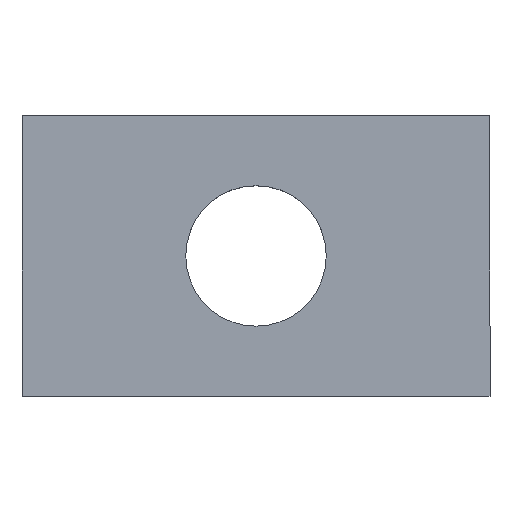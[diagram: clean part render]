
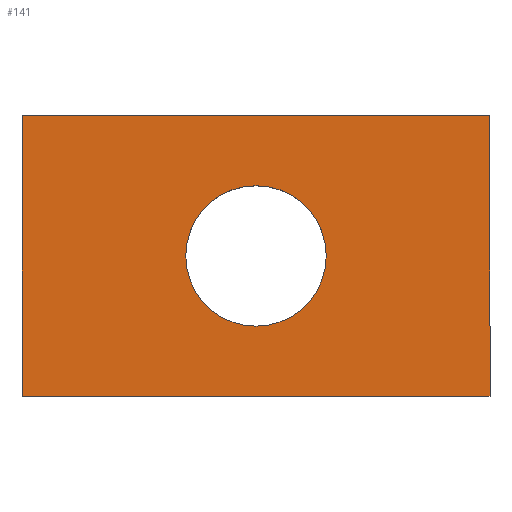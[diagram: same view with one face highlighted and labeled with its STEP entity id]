
A CAD part, top view. The second image highlights one B-rep face of the part: STEP entity #141.
In plain terms, the highlighted planar face has unit normal (0, 0, 1).
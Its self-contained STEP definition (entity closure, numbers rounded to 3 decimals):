
#21 = EDGE_CURVE ( 'NONE', #252, #242, #229, .T. ) ;
#22 = LINE ( 'NONE', #95, #225 ) ;
#25 = ORIENTED_EDGE ( 'NONE', *, *, #129, .F. ) ;
#26 = ORIENTED_EDGE ( 'NONE', *, *, #240, .T. ) ;
#27 = VECTOR ( 'NONE', #214, 1000. ) ;
#38 = CIRCLE ( 'NONE', #63, 15. ) ;
#40 = EDGE_CURVE ( 'NONE', #118, #252, #212, .T. ) ;
#42 = CARTESIAN_POINT ( 'NONE',  ( 50., -30., 10. ) ) ;
#43 = ORIENTED_EDGE ( 'NONE', *, *, #184, .F. ) ;
#50 = DIRECTION ( 'NONE',  ( -1., 0., 0. ) ) ;
#51 = DIRECTION ( 'NONE',  ( 0., -1., 0. ) ) ;
#52 = CARTESIAN_POINT ( 'NONE',  ( 0., 0., 10. ) ) ;
#59 = ORIENTED_EDGE ( 'NONE', *, *, #21, .T. ) ;
#63 = AXIS2_PLACEMENT_3D ( 'NONE', #52, #85, #169 ) ;
#79 = VERTEX_POINT ( 'NONE', #208 ) ;
#83 = EDGE_LOOP ( 'NONE', ( #25, #43 ) ) ;
#85 = DIRECTION ( 'NONE',  ( 0., 0., 1. ) ) ;
#86 = DIRECTION ( 'NONE',  ( 0., 0., 1. ) ) ;
#95 = CARTESIAN_POINT ( 'NONE',  ( 50., 30., 10. ) ) ;
#107 = DIRECTION ( 'NONE',  ( 1., 0., 0. ) ) ;
#110 = PLANE ( 'NONE',  #245 ) ;
#118 = VERTEX_POINT ( 'NONE', #127 ) ;
#123 = AXIS2_PLACEMENT_3D ( 'NONE', #234, #86, #107 ) ;
#127 = CARTESIAN_POINT ( 'NONE',  ( -50., 30., 10. ) ) ;
#129 = EDGE_CURVE ( 'NONE', #161, #142, #38, .T. ) ;
#133 = FACE_OUTER_BOUND ( 'NONE', #144, .T. ) ;
#135 = CARTESIAN_POINT ( 'NONE',  ( 15., 0., 10. ) ) ;
#141 = ADVANCED_FACE ( 'NONE', ( #133, #176 ), #110, .F. ) ;
#142 = VERTEX_POINT ( 'NONE', #135 ) ;
#144 = EDGE_LOOP ( 'NONE', ( #241, #59, #26, #207 ) ) ;
#148 = DIRECTION ( 'NONE',  ( -1., 0., 0. ) ) ;
#151 = CARTESIAN_POINT ( 'NONE',  ( -15., 0., 10. ) ) ;
#157 = DIRECTION ( 'NONE',  ( 0., 0., -1. ) ) ;
#160 = CARTESIAN_POINT ( 'NONE',  ( 50., 30., 10. ) ) ;
#161 = VERTEX_POINT ( 'NONE', #151 ) ;
#169 = DIRECTION ( 'NONE',  ( 1., 0., 0. ) ) ;
#176 = FACE_BOUND ( 'NONE', #83, .T. ) ;
#179 = LINE ( 'NONE', #160, #220 ) ;
#180 = VECTOR ( 'NONE', #51, 1000. ) ;
#184 = EDGE_CURVE ( 'NONE', #142, #161, #248, .T. ) ;
#189 = CARTESIAN_POINT ( 'NONE',  ( 50., -30., 10. ) ) ;
#200 = CARTESIAN_POINT ( 'NONE',  ( -50., -30., 10. ) ) ;
#207 = ORIENTED_EDGE ( 'NONE', *, *, #230, .T. ) ;
#208 = CARTESIAN_POINT ( 'NONE',  ( 50., 30., 10. ) ) ;
#209 = CARTESIAN_POINT ( 'NONE',  ( -50., 30., 10. ) ) ;
#212 = LINE ( 'NONE', #209, #180 ) ;
#214 = DIRECTION ( 'NONE',  ( 1., 0., 0. ) ) ;
#216 = DIRECTION ( 'NONE',  ( 0., 1., 0. ) ) ;
#220 = VECTOR ( 'NONE', #216, 1000. ) ;
#225 = VECTOR ( 'NONE', #50, 1000. ) ;
#229 = LINE ( 'NONE', #189, #27 ) ;
#230 = EDGE_CURVE ( 'NONE', #79, #118, #22, .T. ) ;
#234 = CARTESIAN_POINT ( 'NONE',  ( 0., 0., 10. ) ) ;
#240 = EDGE_CURVE ( 'NONE', #242, #79, #179, .T. ) ;
#241 = ORIENTED_EDGE ( 'NONE', *, *, #40, .T. ) ;
#242 = VERTEX_POINT ( 'NONE', #42 ) ;
#245 = AXIS2_PLACEMENT_3D ( 'NONE', #257, #157, #148 ) ;
#248 = CIRCLE ( 'NONE', #123, 15. ) ;
#252 = VERTEX_POINT ( 'NONE', #200 ) ;
#257 = CARTESIAN_POINT ( 'NONE',  ( 0., 0., 10. ) ) ;
